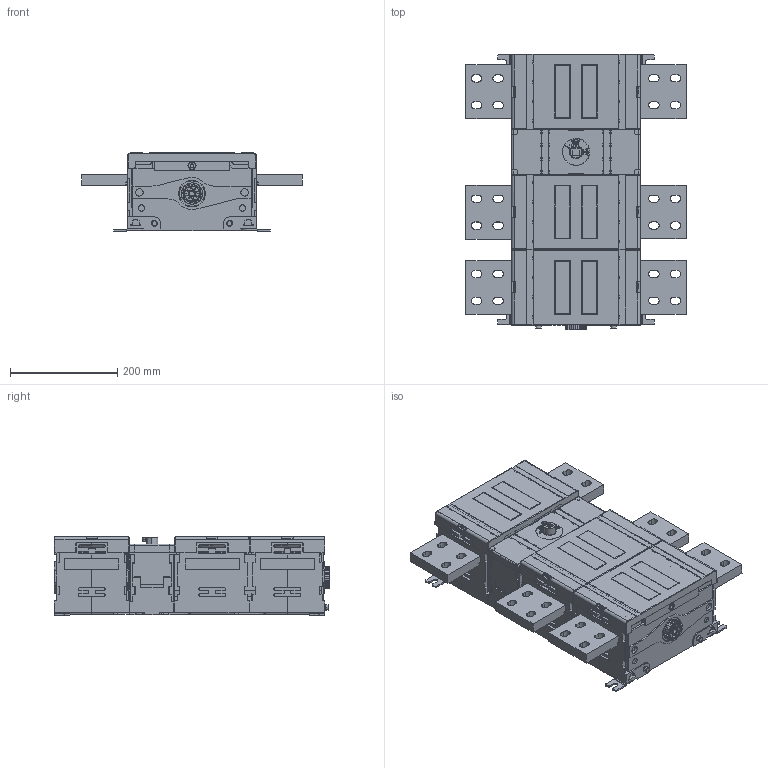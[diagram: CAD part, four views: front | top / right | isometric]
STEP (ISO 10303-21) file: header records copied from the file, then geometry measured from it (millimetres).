
FILE_DESCRIPTION((''),'2;1');
FILE_NAME('OT4000E12-ER_SW0005','2023-01-04T09:16:10',('FIEEROS'),(''),'CREO PARAMETRIC BY PTC INC, 2020184','CREO PARAMETRIC BY PTC INC, 2020184','');
FILE_SCHEMA(('AUTOMOTIVE_DESIGN { 1 0 10303 214 1 1 1 1 }'));
Products named in the file (1): OT4000E12-ER_SW0005
Bounding box: 410 x 513 x 145.7 mm (x, y, z)
Volume: 15494817 mm3; surface area: 1559434.1 mm2
Topology: 2 solids, 8 shells, 6906 faces, 19374 edges, 12432 vertices
Faces by surface type: plane 3738, cylinder 2110, torus 490, bspline 283, cone 226, sphere 56, extrusion 3
Entity records: 329945 total; most frequent: CARTESIAN_POINT 101113, ORIENTED_EDGE 38620, DIRECTION 34521, EDGE_CURVE 19310, VERTEX_POINT 12432, VECTOR 12278, LINE 12275, AXIS2_PLACEMENT_3D 11120
